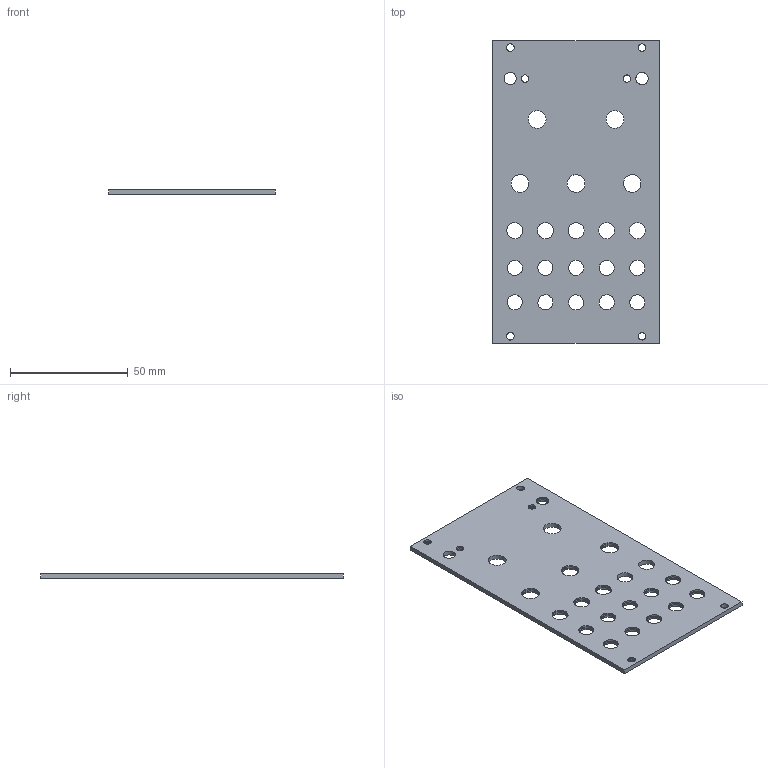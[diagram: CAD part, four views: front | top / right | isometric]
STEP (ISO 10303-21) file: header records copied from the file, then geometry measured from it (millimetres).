
FILE_DESCRIPTION(('Open CASCADE Model'),'2;1');
FILE_NAME('Open CASCADE Shape Model','2022-12-18T17:50:30',('Author'),( 'Open CASCADE'),'Open CASCADE STEP processor 7.2','Open CASCADE 7.2' ,'Unknown');
FILE_SCHEMA(('AUTOMOTIVE_DESIGN { 1 0 10303 214 1 1 1 1 }'));
Products named in the file (1): Open CASCADE STEP translator 7.2 1
Bounding box: 70.78 x 128.5 x 2 mm (x, y, z)
Volume: 16566.2 mm3; surface area: 18399.3 mm2
Topology: 1 solids, 1 shells, 888 faces, 2658 edges, 1772 vertices
Faces by surface type: plane 868, cylinder 20
Entity records: 63978 total; most frequent: CARTESIAN_POINT 10635, DIRECTION 9792, LINE 7894, VECTOR 7894, ORIENTED_EDGE 5316, PCURVE 5316, DEFINITIONAL_REPRESENTATION 5316, EDGE_CURVE 2658
